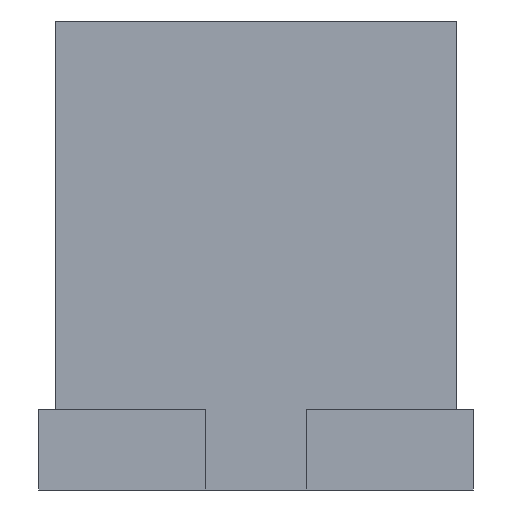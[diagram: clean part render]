
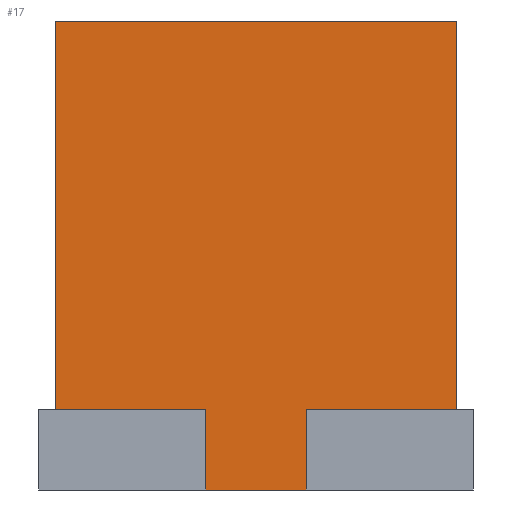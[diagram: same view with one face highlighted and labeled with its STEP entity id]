
A CAD part, left-side view. The second image highlights one B-rep face of the part: STEP entity #17.
In plain terms, the highlighted planar face has unit normal (-1, 0, 0).
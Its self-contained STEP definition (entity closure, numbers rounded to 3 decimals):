
#13=DIRECTION('',(0.,0.,1.));
#17=ADVANCED_FACE('',(#18),#68,.F.);
#18=FACE_BOUND('',#19,.F.);
#19=EDGE_LOOP('',(#20,#29,#36,#41,#48,#53,#59,#65));
#20=ORIENTED_EDGE('',*,*,#21,.F.);
#21=EDGE_CURVE('',#22,#24,#26,.T.);
#22=VERTEX_POINT('',#23);
#23=CARTESIAN_POINT('',(-1.,-0.6,0.24));
#24=VERTEX_POINT('',#25);
#25=CARTESIAN_POINT('',(-1.,-0.6,1.4));
#26=LINE('',#27,#28);
#27=CARTESIAN_POINT('',(-1.,-0.6,0.));
#28=VECTOR('',#13,1.);
#29=ORIENTED_EDGE('',*,*,#30,.F.);
#30=EDGE_CURVE('',#31,#22,#33,.T.);
#31=VERTEX_POINT('',#32);
#32=CARTESIAN_POINT('',(-1.,-0.15,0.24));
#33=LINE('',#32,#34);
#34=VECTOR('',#35,1.);
#35=DIRECTION('',(0.,-1.,0.));
#36=ORIENTED_EDGE('',*,*,#37,.F.);
#37=EDGE_CURVE('',#38,#31,#40,.T.);
#38=VERTEX_POINT('',#39);
#39=CARTESIAN_POINT('',(-1.,-0.15,0.));
#40=LINE('',#39,#28);
#41=ORIENTED_EDGE('',*,*,#42,.T.);
#42=EDGE_CURVE('',#38,#43,#45,.T.);
#43=VERTEX_POINT('',#44);
#44=CARTESIAN_POINT('',(-1.,0.15,0.));
#45=LINE('',#27,#46);
#46=VECTOR('',#47,1.);
#47=DIRECTION('',(0.,1.,0.));
#48=ORIENTED_EDGE('',*,*,#49,.T.);
#49=EDGE_CURVE('',#43,#50,#52,.T.);
#50=VERTEX_POINT('',#51);
#51=CARTESIAN_POINT('',(-1.,0.15,0.24));
#52=LINE('',#44,#28);
#53=ORIENTED_EDGE('',*,*,#54,.F.);
#54=EDGE_CURVE('',#55,#50,#57,.T.);
#55=VERTEX_POINT('',#56);
#56=CARTESIAN_POINT('',(-1.,0.6,0.24));
#57=LINE('',#58,#34);
#58=CARTESIAN_POINT('',(-1.,0.65,0.24));
#59=ORIENTED_EDGE('',*,*,#60,.T.);
#60=EDGE_CURVE('',#55,#61,#63,.T.);
#61=VERTEX_POINT('',#62);
#62=CARTESIAN_POINT('',(-1.,0.6,1.4));
#63=LINE('',#64,#28);
#64=CARTESIAN_POINT('',(-1.,0.6,0.));
#65=ORIENTED_EDGE('',*,*,#66,.F.);
#66=EDGE_CURVE('',#24,#61,#67,.T.);
#67=LINE('',#25,#46);
#68=PLANE('',#69);
#69=AXIS2_PLACEMENT_3D('',#27,#70,#13);
#70=DIRECTION('',(1.,0.,0.));
